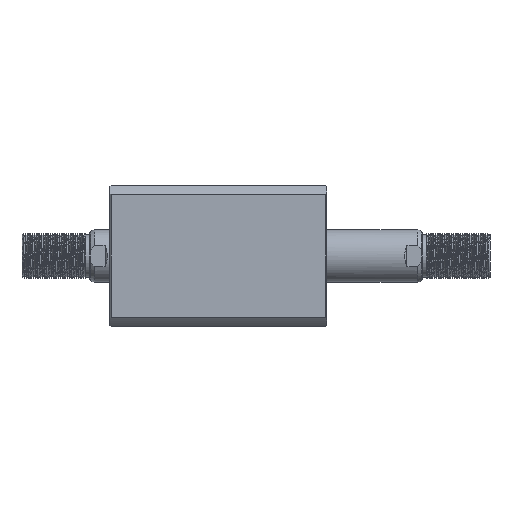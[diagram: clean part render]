
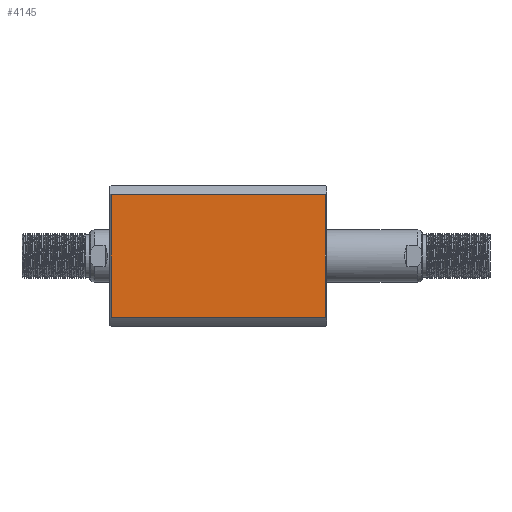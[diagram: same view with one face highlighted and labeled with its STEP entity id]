
A CAD part, left-side view. The second image highlights one B-rep face of the part: STEP entity #4145.
In plain terms, the highlighted planar face has unit normal (-1, 0, 0).
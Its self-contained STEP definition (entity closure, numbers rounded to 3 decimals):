
#15 = VECTOR ( 'NONE', #4969, 1000. ) ;
#1928 = DIRECTION ( 'NONE',  ( 0., -1., 0. ) ) ;
#2944 = LINE ( 'NONE', #12447, #7267 ) ;
#3380 = DIRECTION ( 'NONE',  ( 0., 0., -1. ) ) ;
#3473 = DIRECTION ( 'NONE',  ( 0., 1., 0. ) ) ;
#3603 = VECTOR ( 'NONE', #3380, 1000. ) ;
#4145 = ADVANCED_FACE ( 'NONE', ( #20659 ), #12448, .F. ) ;
#4259 = EDGE_CURVE ( 'NONE', #7506, #4669, #14608, .T. ) ;
#4273 = VERTEX_POINT ( 'NONE', #5616 ) ;
#4669 = VERTEX_POINT ( 'NONE', #10288 ) ;
#4913 = VECTOR ( 'NONE', #1928, 1000. ) ;
#4969 = DIRECTION ( 'NONE',  ( 0., 0., 1. ) ) ;
#5145 = CARTESIAN_POINT ( 'NONE',  ( -47., 47., 144. ) ) ;
#5616 = CARTESIAN_POINT ( 'NONE',  ( -47., 40.435, 143. ) ) ;
#7267 = VECTOR ( 'NONE', #16246, 1000. ) ;
#7506 = VERTEX_POINT ( 'NONE', #14859 ) ;
#8004 = VERTEX_POINT ( 'NONE', #10770 ) ;
#8641 = CARTESIAN_POINT ( 'NONE',  ( -47., 40.435, 300. ) ) ;
#9739 = LINE ( 'NONE', #8641, #15 ) ;
#10288 = CARTESIAN_POINT ( 'NONE',  ( -47., -40.435, 1. ) ) ;
#10770 = CARTESIAN_POINT ( 'NONE',  ( -47., -40.435, 143. ) ) ;
#12118 = EDGE_CURVE ( 'NONE', #8004, #4669, #17593, .T. ) ;
#12447 = CARTESIAN_POINT ( 'NONE',  ( -47., 47., 143. ) ) ;
#12448 = PLANE ( 'NONE',  #13274 ) ;
#13274 = AXIS2_PLACEMENT_3D ( 'NONE', #5145, #14384, #3473 ) ;
#14290 = CARTESIAN_POINT ( 'NONE',  ( -47., -40.435, 300. ) ) ;
#14384 = DIRECTION ( 'NONE',  ( 1., 0., 0. ) ) ;
#14519 = ORIENTED_EDGE ( 'NONE', *, *, #16925, .T. ) ;
#14608 = LINE ( 'NONE', #16546, #4913 ) ;
#14859 = CARTESIAN_POINT ( 'NONE',  ( -47., 40.435, 1. ) ) ;
#16246 = DIRECTION ( 'NONE',  ( 0., 1., 0. ) ) ;
#16546 = CARTESIAN_POINT ( 'NONE',  ( -47., 47., 1. ) ) ;
#16925 = EDGE_CURVE ( 'NONE', #8004, #4273, #2944, .T. ) ;
#17593 = LINE ( 'NONE', #14290, #3603 ) ;
#19793 = ORIENTED_EDGE ( 'NONE', *, *, #4259, .T. ) ;
#20583 = ORIENTED_EDGE ( 'NONE', *, *, #12118, .F. ) ;
#20605 = ORIENTED_EDGE ( 'NONE', *, *, #20787, .F. ) ;
#20659 = FACE_OUTER_BOUND ( 'NONE', #23381, .T. ) ;
#20787 = EDGE_CURVE ( 'NONE', #7506, #4273, #9739, .T. ) ;
#23381 = EDGE_LOOP ( 'NONE', ( #20583, #14519, #20605, #19793 ) ) ;
